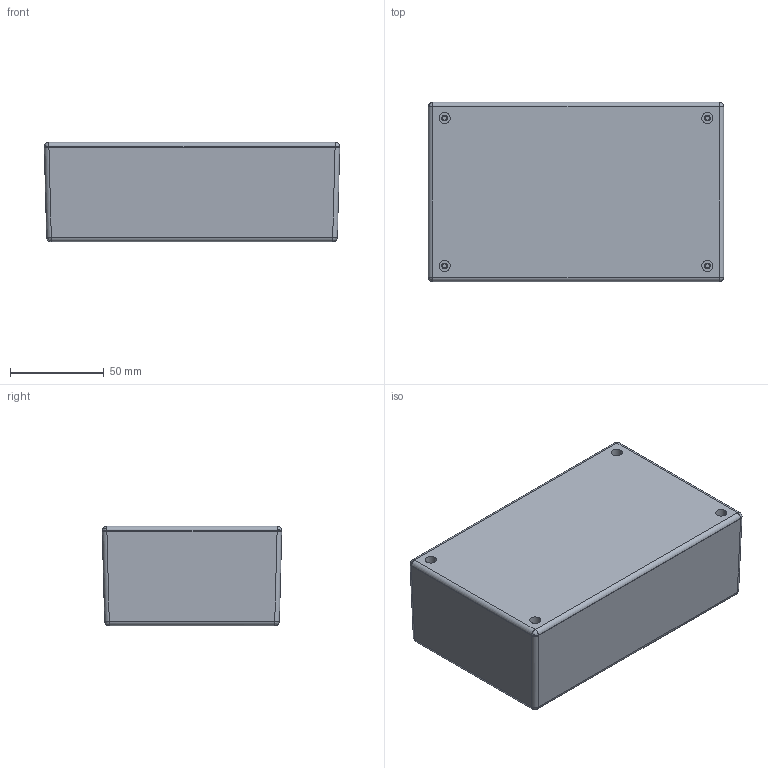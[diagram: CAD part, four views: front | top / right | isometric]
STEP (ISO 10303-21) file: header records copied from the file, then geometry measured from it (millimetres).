
FILE_DESCRIPTION (( 'STEP AP214' ), '1' );
FILE_NAME ('G1024B.STEP', '2018-12-18T02:36:57', ( '' ), ( '' ), 'SwSTEP 2.0', 'SolidWorks 2014', '' );
FILE_SCHEMA (( 'AUTOMOTIVE_DESIGN' ));
Products named in the file (1): G1024B
Bounding box: 158 x 96 x 53.2 mm (x, y, z)
Volume: 151136.4 mm3; surface area: 117188.4 mm2
Topology: 2 solids, 2 shells, 2639 faces, 7056 edges, 4542 vertices
Faces by surface type: plane 1645, cone 885, cylinder 96, bspline 13
Entity records: 84234 total; most frequent: CARTESIAN_POINT 19952, ORIENTED_EDGE 14104, DIRECTION 12855, EDGE_CURVE 7052, AXIS2_PLACEMENT_3D 5002, VERTEX_POINT 4542, LINE 2851, VECTOR 2851
